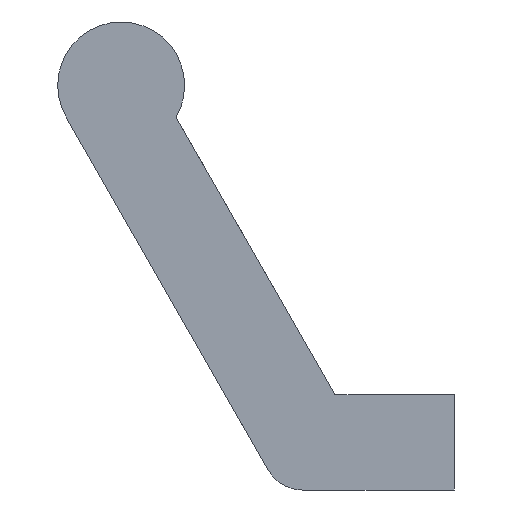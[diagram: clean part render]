
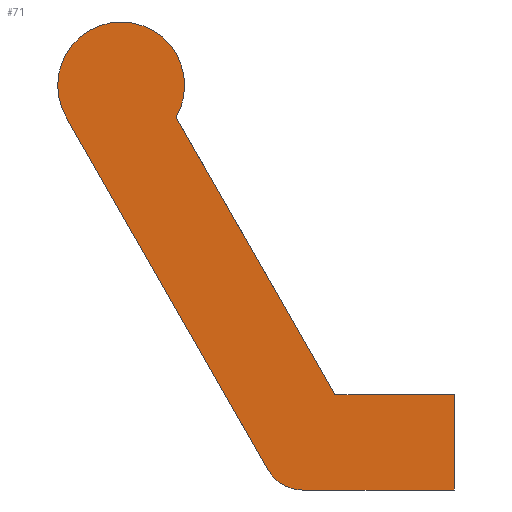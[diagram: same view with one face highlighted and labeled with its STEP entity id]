
A CAD part, left-side view. The second image highlights one B-rep face of the part: STEP entity #71.
In plain terms, the highlighted planar face has unit normal (-1, 0, 0).
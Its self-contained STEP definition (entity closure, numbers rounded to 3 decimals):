
#71 = ADVANCED_FACE( '', ( #146 ), #147, .F. );
#146 = FACE_OUTER_BOUND( '', #214, .T. );
#147 = PLANE( '', #215 );
#214 = EDGE_LOOP( '', ( #345, #346, #347, #348, #349, #350, #351 ) );
#215 = AXIS2_PLACEMENT_3D( '', #352, #353, #354 );
#345 = ORIENTED_EDGE( '', *, *, #414, .F. );
#346 = ORIENTED_EDGE( '', *, *, #406, .F. );
#347 = ORIENTED_EDGE( '', *, *, #392, .F. );
#348 = ORIENTED_EDGE( '', *, *, #419, .F. );
#349 = ORIENTED_EDGE( '', *, *, #381, .F. );
#350 = ORIENTED_EDGE( '', *, *, #421, .F. );
#351 = ORIENTED_EDGE( '', *, *, #388, .F. );
#352 = CARTESIAN_POINT( '', ( 0., 42., 45. ) );
#353 = DIRECTION( '', ( 1., 0., 0. ) );
#354 = DIRECTION( '', ( 0., 0., -1. ) );
#381 = EDGE_CURVE( '', #448, #449, #450, .T. );
#388 = EDGE_CURVE( '', #459, #460, #461, .T. );
#392 = EDGE_CURVE( '', #465, #466, #467, .T. );
#406 = EDGE_CURVE( '', #466, #487, #488, .T. );
#414 = EDGE_CURVE( '', #487, #459, #498, .T. );
#419 = EDGE_CURVE( '', #449, #465, #503, .T. );
#421 = EDGE_CURVE( '', #460, #448, #505, .T. );
#448 = VERTEX_POINT( '', #537 );
#449 = VERTEX_POINT( '', #538 );
#450 = LINE( '', #539, #540 );
#459 = VERTEX_POINT( '', #551 );
#460 = VERTEX_POINT( '', #552 );
#461 = CIRCLE( '', #553, 8. );
#465 = VERTEX_POINT( '', #559 );
#466 = VERTEX_POINT( '', #560 );
#467 = LINE( '', #561, #562 );
#487 = VERTEX_POINT( '', #589 );
#488 = CIRCLE( '', #590, 5. );
#498 = LINE( '', #604, #605 );
#503 = LINE( '', #610, #611 );
#505 = LINE( '', #613, #614 );
#537 = CARTESIAN_POINT( '', ( 0., 15.045, 6. ) );
#538 = CARTESIAN_POINT( '', ( 0., 0., 6. ) );
#539 = CARTESIAN_POINT( '', ( 0., 15.045, 6. ) );
#540 = VECTOR( '', #639, 1000. );
#551 = CARTESIAN_POINT( '', ( 0., 48.941, 41.023 ) );
#552 = CARTESIAN_POINT( '', ( 0., 35.085, 40.977 ) );
#553 = AXIS2_PLACEMENT_3D( '', #648, #649, #650 );
#559 = CARTESIAN_POINT( '', ( 0., 0., -6. ) );
#560 = CARTESIAN_POINT( '', ( 0., 19.102, -6. ) );
#561 = CARTESIAN_POINT( '', ( 0., 0., -6. ) );
#562 = VECTOR( '', #653, 1000. );
#589 = CARTESIAN_POINT( '', ( 0., 23.441, -3.486 ) );
#590 = AXIS2_PLACEMENT_3D( '', #667, #668, #669 );
#604 = CARTESIAN_POINT( '', ( 0., 23.441, -3.486 ) );
#605 = VECTOR( '', #677, 1000. );
#610 = CARTESIAN_POINT( '', ( 0., 0., 6. ) );
#611 = VECTOR( '', #681, 1000. );
#613 = CARTESIAN_POINT( '', ( 0., 35.085, 40.977 ) );
#614 = VECTOR( '', #682, 1000. );
#639 = DIRECTION( '', ( 0., -1., 0. ) );
#648 = CARTESIAN_POINT( '', ( 0., 42., 45. ) );
#649 = DIRECTION( '', ( 1., 0., 0. ) );
#650 = DIRECTION( '', ( 0., 0., -1. ) );
#653 = DIRECTION( '', ( 0., 1., 0. ) );
#667 = CARTESIAN_POINT( '', ( 0., 19.102, -1. ) );
#668 = DIRECTION( '', ( 1., 0., 0. ) );
#669 = DIRECTION( '', ( 0., 0., -1. ) );
#677 = DIRECTION( '', ( 0., 0.497, 0.868 ) );
#681 = DIRECTION( '', ( 0., 0., -1. ) );
#682 = DIRECTION( '', ( 0., -0.497, -0.868 ) );
